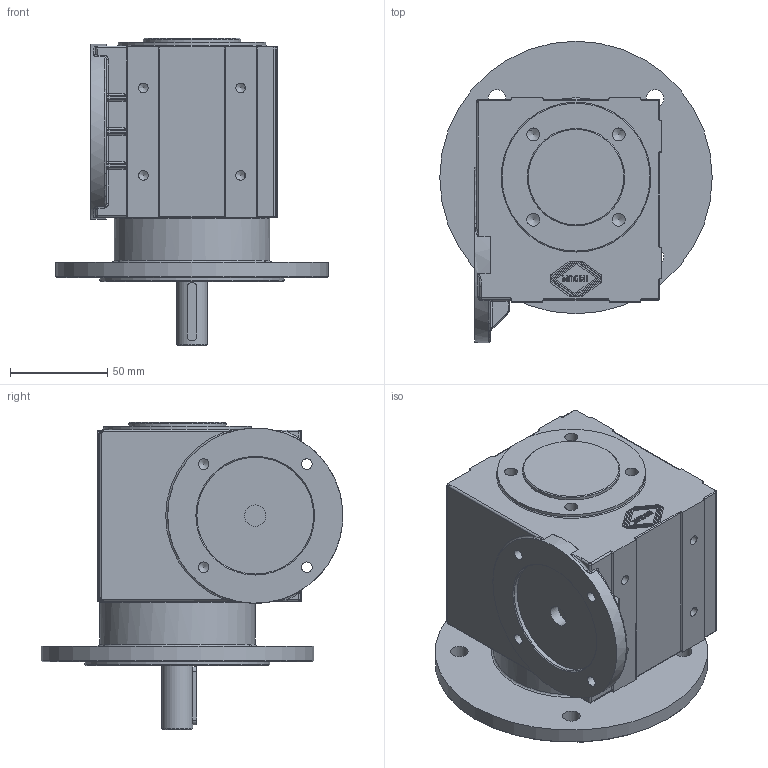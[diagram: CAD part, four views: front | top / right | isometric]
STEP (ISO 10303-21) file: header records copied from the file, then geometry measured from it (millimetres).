
FILE_DESCRIPTION((''),'2;1');
FILE_NAME('A40_B51F140_M6.ipt.stp','2010-03-02T10:09:37',('INDUR'),(''),'Autodesk Inventor 2010','Autodesk Inventor 2010','');
FILE_SCHEMA(('CONFIG_CONTROL_DESIGN'));
Length unit declared in the file: millimetre
Products named in the file (1): A40_B51F140_M6
Bounding box: 140 x 155 x 158 mm (x, y, z)
Volume: 1126923.3 mm3; surface area: 98068.6 mm2
Topology: 1 solids, 1 shells, 567 faces, 1495 edges, 947 vertices
Faces by surface type: plane 246, bspline 166, cylinder 138, cone 13, sphere 2, torus 2
Full cylindrical faces by diameter (mm): 4.917 x4, 5.5 x4, 11 x1, 16 x1, 25 x1, 42 x1, 50 x1, 60 x1, 76 x1, 80 x1, 95 x1, 140 x1
Entity records: 21456 total; most frequent: CARTESIAN_POINT 8383, ORIENTED_EDGE 2780, DIRECTION 2374, EDGE_CURVE 1390, VERTEX_POINT 912, VECTOR 830, LINE 830, AXIS2_PLACEMENT_3D 772
